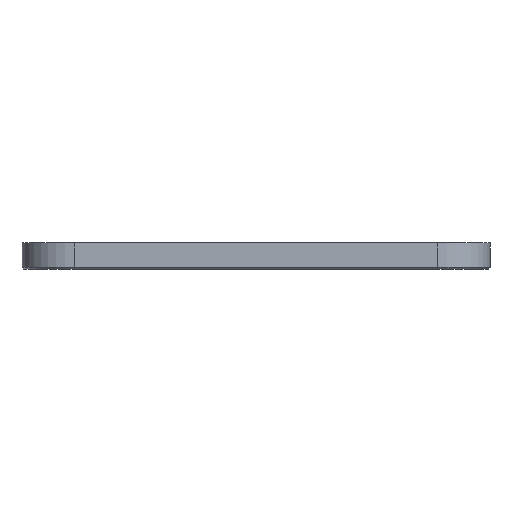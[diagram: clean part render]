
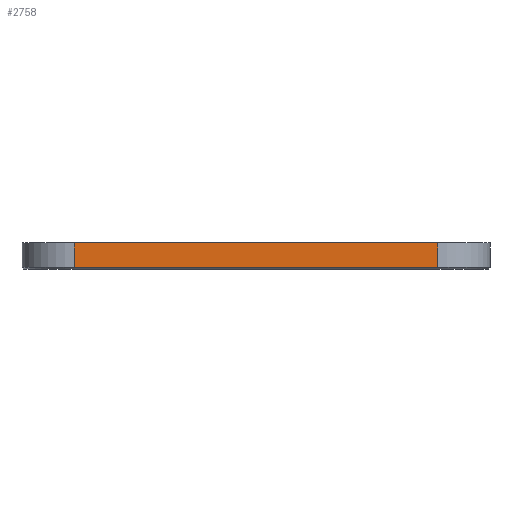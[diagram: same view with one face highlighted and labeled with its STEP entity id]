
A CAD part, front view. The second image highlights one B-rep face of the part: STEP entity #2758.
In plain terms, the highlighted planar face has unit normal (0, -1, 0).
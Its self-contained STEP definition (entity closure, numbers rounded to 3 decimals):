
#100=PLANE('',#2991);
#392=FACE_OUTER_BOUND('',#558,.T.);
#558=EDGE_LOOP('',(#2241,#2242,#2243,#2244));
#786=LINE('',#4849,#1055);
#790=LINE('',#4858,#1059);
#791=LINE('',#4862,#1060);
#792=LINE('',#4863,#1061);
#1055=VECTOR('',#3537,10.);
#1059=VECTOR('',#3545,10.);
#1060=VECTOR('',#3550,10.);
#1061=VECTOR('',#3551,10.);
#1340=VERTEX_POINT('',#4821);
#1346=VERTEX_POINT('',#4845);
#1349=VERTEX_POINT('',#4857);
#1350=VERTEX_POINT('',#4861);
#1678=EDGE_CURVE('',#1340,#1346,#786,.T.);
#1682=EDGE_CURVE('',#1346,#1349,#790,.T.);
#1684=EDGE_CURVE('',#1350,#1340,#791,.T.);
#1685=EDGE_CURVE('',#1349,#1350,#792,.T.);
#2241=ORIENTED_EDGE('',*,*,#1678,.F.);
#2242=ORIENTED_EDGE('',*,*,#1684,.F.);
#2243=ORIENTED_EDGE('',*,*,#1685,.F.);
#2244=ORIENTED_EDGE('',*,*,#1682,.F.);
#2758=ADVANCED_FACE('',(#392),#100,.T.);
#2991=AXIS2_PLACEMENT_3D('',#4860,#3548,#3549);
#3537=DIRECTION('',(-1.,0.,0.));
#3545=DIRECTION('',(0.,0.,1.));
#3548=DIRECTION('center_axis',(0.,-1.,0.));
#3549=DIRECTION('ref_axis',(-1.,0.,0.));
#3550=DIRECTION('',(0.,0.,-1.));
#3551=DIRECTION('',(1.,0.,0.));
#4821=CARTESIAN_POINT('',(47.72,0.,-2.8));
#4845=CARTESIAN_POINT('',(6.,0.,-2.8));
#4849=CARTESIAN_POINT('',(40.29,0.,-2.8));
#4857=CARTESIAN_POINT('',(6.,0.,0.));
#4858=CARTESIAN_POINT('',(6.,0.,0.));
#4860=CARTESIAN_POINT('Origin',(53.72,0.,0.));
#4861=CARTESIAN_POINT('',(47.72,0.,0.));
#4862=CARTESIAN_POINT('',(47.72,0.,0.));
#4863=CARTESIAN_POINT('',(0.,0.,0.));
